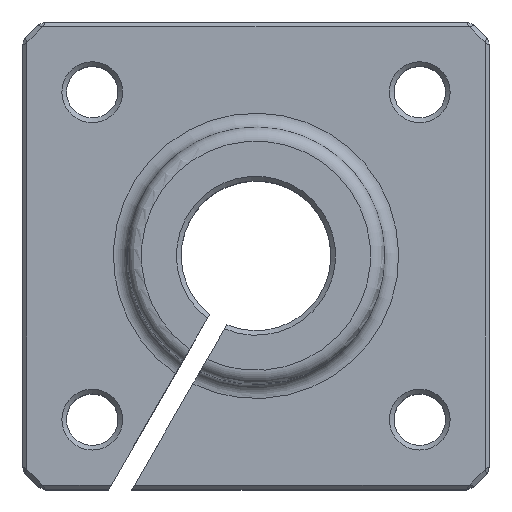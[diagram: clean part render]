
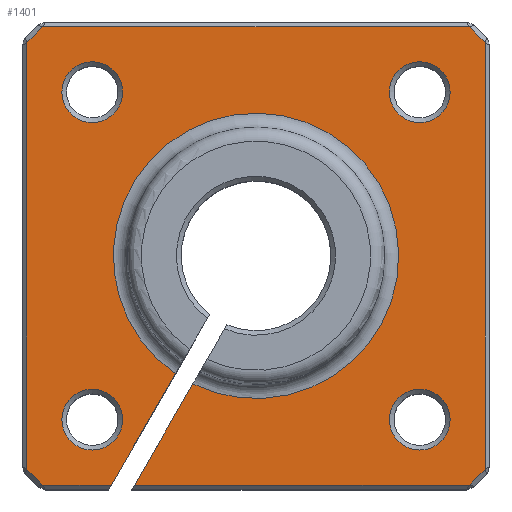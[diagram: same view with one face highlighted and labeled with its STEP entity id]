
A CAD part, top view. The second image highlights one B-rep face of the part: STEP entity #1401.
In plain terms, the highlighted planar face has unit normal (0, 0, 1).
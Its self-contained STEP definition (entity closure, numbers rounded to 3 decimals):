
#79=FACE_BOUND('',#269,.T.);
#80=FACE_BOUND('',#270,.T.);
#81=FACE_BOUND('',#271,.T.);
#82=FACE_BOUND('',#272,.T.);
#125=CIRCLE('',#1542,3.25);
#126=CIRCLE('',#1544,15.25);
#127=CIRCLE('',#1545,3.25);
#128=CIRCLE('',#1546,3.25);
#129=CIRCLE('',#1547,3.25);
#167=FACE_OUTER_BOUND('',#268,.T.);
#268=EDGE_LOOP('',(#1055,#1056,#1057,#1058,#1059,#1060,#1061,#1062,#1063,
#1064,#1065,#1066));
#269=EDGE_LOOP('',(#1067));
#270=EDGE_LOOP('',(#1068));
#271=EDGE_LOOP('',(#1069));
#272=EDGE_LOOP('',(#1070));
#379=LINE('',#2169,#499);
#387=LINE('',#2197,#507);
#396=LINE('',#2380,#516);
#397=LINE('',#2382,#517);
#398=LINE('',#2384,#518);
#399=LINE('',#2386,#519);
#400=LINE('',#2388,#520);
#401=LINE('',#2390,#521);
#402=LINE('',#2392,#522);
#403=LINE('',#2394,#523);
#404=LINE('',#2395,#524);
#499=VECTOR('',#1749,10.);
#507=VECTOR('',#1771,10.);
#516=VECTOR('',#1794,10.);
#517=VECTOR('',#1795,10.);
#518=VECTOR('',#1796,10.);
#519=VECTOR('',#1797,10.);
#520=VECTOR('',#1798,10.);
#521=VECTOR('',#1799,10.);
#522=VECTOR('',#1800,10.);
#523=VECTOR('',#1801,10.);
#524=VECTOR('',#1802,10.);
#629=VERTEX_POINT('',#2157);
#630=VERTEX_POINT('',#2168);
#639=VERTEX_POINT('',#2194);
#640=VERTEX_POINT('',#2196);
#652=VERTEX_POINT('',#2375);
#653=VERTEX_POINT('',#2379);
#654=VERTEX_POINT('',#2381);
#655=VERTEX_POINT('',#2383);
#656=VERTEX_POINT('',#2385);
#657=VERTEX_POINT('',#2387);
#658=VERTEX_POINT('',#2389);
#659=VERTEX_POINT('',#2391);
#660=VERTEX_POINT('',#2393);
#661=VERTEX_POINT('',#2397);
#662=VERTEX_POINT('',#2399);
#663=VERTEX_POINT('',#2401);
#765=EDGE_CURVE('',#630,#629,#379,.T.);
#778=EDGE_CURVE('',#640,#639,#387,.T.);
#794=EDGE_CURVE('',#652,#652,#125,.T.);
#796=EDGE_CURVE('',#653,#639,#396,.T.);
#797=EDGE_CURVE('',#654,#653,#397,.T.);
#798=EDGE_CURVE('',#655,#654,#398,.T.);
#799=EDGE_CURVE('',#656,#655,#399,.T.);
#800=EDGE_CURVE('',#657,#656,#400,.T.);
#801=EDGE_CURVE('',#658,#657,#401,.T.);
#802=EDGE_CURVE('',#659,#658,#402,.T.);
#803=EDGE_CURVE('',#660,#659,#403,.T.);
#804=EDGE_CURVE('',#630,#660,#404,.T.);
#805=EDGE_CURVE('',#640,#629,#126,.T.);
#806=EDGE_CURVE('',#661,#661,#127,.T.);
#807=EDGE_CURVE('',#662,#662,#128,.T.);
#808=EDGE_CURVE('',#663,#663,#129,.T.);
#1055=ORIENTED_EDGE('',*,*,#796,.F.);
#1056=ORIENTED_EDGE('',*,*,#797,.F.);
#1057=ORIENTED_EDGE('',*,*,#798,.F.);
#1058=ORIENTED_EDGE('',*,*,#799,.F.);
#1059=ORIENTED_EDGE('',*,*,#800,.F.);
#1060=ORIENTED_EDGE('',*,*,#801,.F.);
#1061=ORIENTED_EDGE('',*,*,#802,.F.);
#1062=ORIENTED_EDGE('',*,*,#803,.F.);
#1063=ORIENTED_EDGE('',*,*,#804,.F.);
#1064=ORIENTED_EDGE('',*,*,#765,.T.);
#1065=ORIENTED_EDGE('',*,*,#805,.F.);
#1066=ORIENTED_EDGE('',*,*,#778,.T.);
#1067=ORIENTED_EDGE('',*,*,#806,.F.);
#1068=ORIENTED_EDGE('',*,*,#807,.F.);
#1069=ORIENTED_EDGE('',*,*,#808,.F.);
#1070=ORIENTED_EDGE('',*,*,#794,.F.);
#1319=PLANE('',#1543);
#1401=ADVANCED_FACE('',(#167,#79,#80,#81,#82),#1319,.T.);
#1542=AXIS2_PLACEMENT_3D('',#2376,#1789,#1790);
#1543=AXIS2_PLACEMENT_3D('',#2378,#1792,#1793);
#1544=AXIS2_PLACEMENT_3D('',#2396,#1803,#1804);
#1545=AXIS2_PLACEMENT_3D('',#2398,#1805,#1806);
#1546=AXIS2_PLACEMENT_3D('',#2400,#1807,#1808);
#1547=AXIS2_PLACEMENT_3D('',#2402,#1809,#1810);
#1749=DIRECTION('',(0.5,0.866,0.));
#1771=DIRECTION('',(-0.5,-0.866,0.));
#1789=DIRECTION('center_axis',(0.,0.,1.));
#1790=DIRECTION('ref_axis',(-1.,0.,0.));
#1792=DIRECTION('center_axis',(0.,0.,1.));
#1793=DIRECTION('ref_axis',(1.,0.,0.));
#1794=DIRECTION('',(-1.,0.,0.));
#1795=DIRECTION('',(-0.707,-0.707,0.));
#1796=DIRECTION('',(0.,-1.,0.));
#1797=DIRECTION('',(0.707,-0.707,0.));
#1798=DIRECTION('',(1.,0.,0.));
#1799=DIRECTION('',(0.707,0.707,0.));
#1800=DIRECTION('',(0.,1.,0.));
#1801=DIRECTION('',(-0.707,0.707,0.));
#1802=DIRECTION('',(-1.,0.,0.));
#1803=DIRECTION('center_axis',(0.,0.,1.));
#1804=DIRECTION('ref_axis',(0.505,0.863,0.));
#1805=DIRECTION('center_axis',(0.,0.,1.));
#1806=DIRECTION('ref_axis',(-1.,0.,0.));
#1807=DIRECTION('center_axis',(0.,0.,1.));
#1808=DIRECTION('ref_axis',(-1.,0.,0.));
#1809=DIRECTION('center_axis',(0.,0.,1.));
#1810=DIRECTION('ref_axis',(-1.,0.,0.));
#2157=CARTESIAN_POINT('',(-8.6,-12.594,12.));
#2168=CARTESIAN_POINT('',(-15.474,-24.5,12.));
#2169=CARTESIAN_POINT('',(-2.976,-2.853,12.));
#2194=CARTESIAN_POINT('',(-12.991,-24.5,12.));
#2196=CARTESIAN_POINT('',(-6.743,-13.678,12.));
#2197=CARTESIAN_POINT('',(-6.207,-12.75,12.));
#2375=CARTESIAN_POINT('',(20.75,17.5,12.));
#2376=CARTESIAN_POINT('Origin',(17.5,17.5,12.));
#2378=CARTESIAN_POINT('Origin',(0.,0.,
12.));
#2379=CARTESIAN_POINT('',(22.793,-24.5,12.));
#2380=CARTESIAN_POINT('',(12.5,-24.5,12.));
#2381=CARTESIAN_POINT('',(24.5,-22.793,12.));
#2382=CARTESIAN_POINT('',(23.646,-23.646,12.));
#2383=CARTESIAN_POINT('',(24.5,22.793,12.));
#2384=CARTESIAN_POINT('',(24.5,12.5,12.));
#2385=CARTESIAN_POINT('',(22.793,24.5,12.));
#2386=CARTESIAN_POINT('',(23.646,23.646,12.));
#2387=CARTESIAN_POINT('',(-22.793,24.5,12.));
#2388=CARTESIAN_POINT('',(-12.5,24.5,12.));
#2389=CARTESIAN_POINT('',(-24.5,22.793,12.));
#2390=CARTESIAN_POINT('',(-23.646,23.646,12.));
#2391=CARTESIAN_POINT('',(-24.5,-22.793,12.));
#2392=CARTESIAN_POINT('',(-24.5,-12.5,12.));
#2393=CARTESIAN_POINT('',(-22.793,-24.5,12.));
#2394=CARTESIAN_POINT('',(-23.646,-23.646,12.));
#2395=CARTESIAN_POINT('',(12.5,-24.5,12.));
#2396=CARTESIAN_POINT('Origin',(0.,0.,12.));
#2397=CARTESIAN_POINT('',(20.75,-17.5,12.));
#2398=CARTESIAN_POINT('Origin',(17.5,-17.5,12.));
#2399=CARTESIAN_POINT('',(-14.25,-17.5,12.));
#2400=CARTESIAN_POINT('Origin',(-17.5,-17.5,12.));
#2401=CARTESIAN_POINT('',(-14.25,17.5,12.));
#2402=CARTESIAN_POINT('Origin',(-17.5,17.5,12.));
